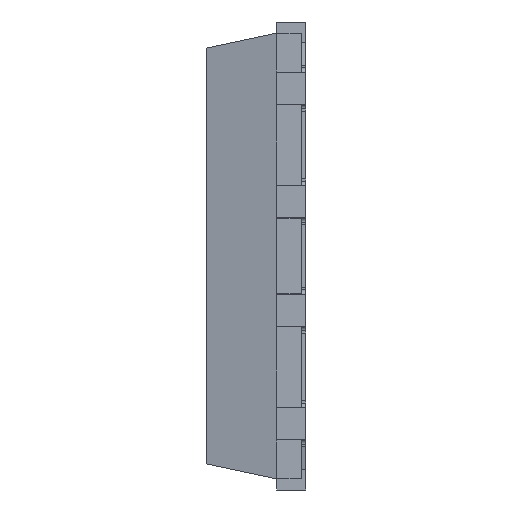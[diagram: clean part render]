
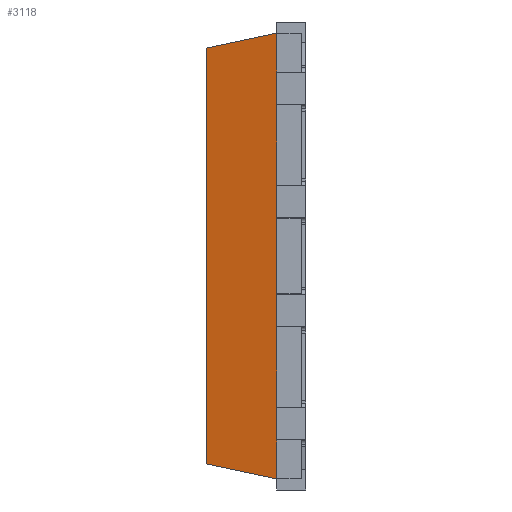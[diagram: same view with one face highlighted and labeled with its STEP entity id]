
A CAD part, left-side view. The second image highlights one B-rep face of the part: STEP entity #3118.
In plain terms, the highlighted planar face has unit normal (-0.978, 0.208, 0).
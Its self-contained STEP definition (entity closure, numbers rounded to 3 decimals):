
#123 = CARTESIAN_POINT ( 'NONE',  ( -2.827, 0.79, 2.332 ) ) ;
#186 = DIRECTION ( 'NONE',  ( -0.978, 0.208, 0. ) ) ;
#227 = EDGE_CURVE ( 'NONE', #835, #352, #3095, .T. ) ;
#234 = LINE ( 'NONE', #5159, #1607 ) ;
#259 = ORIENTED_EDGE ( 'NONE', *, *, #5287, .T. ) ;
#352 = VERTEX_POINT ( 'NONE', #3953 ) ;
#359 = EDGE_LOOP ( 'NONE', ( #698, #6480, #259, #5649, #2335, #441, #3639, #2849, #5801, #2606, #3867, #1181 ) ) ;
#441 = ORIENTED_EDGE ( 'NONE', *, *, #1156, .F. ) ;
#473 = LINE ( 'NONE', #2184, #3044 ) ;
#490 = CARTESIAN_POINT ( 'NONE',  ( -2.995, 0., 2.5 ) ) ;
#491 = VERTEX_POINT ( 'NONE', #1419 ) ;
#514 = DIRECTION ( 'NONE',  ( 0., 0., 1. ) ) ;
#559 = VERTEX_POINT ( 'NONE', #3003 ) ;
#618 = VERTEX_POINT ( 'NONE', #6478 ) ;
#666 = CARTESIAN_POINT ( 'NONE',  ( -2.995, 0., 2.5 ) ) ;
#698 = ORIENTED_EDGE ( 'NONE', *, *, #987, .T. ) ;
#717 = EDGE_CURVE ( 'NONE', #491, #4235, #6170, .T. ) ;
#753 = LINE ( 'NONE', #2510, #6028 ) ;
#780 = CARTESIAN_POINT ( 'NONE',  ( -2.995, 0., -0.426 ) ) ;
#835 = VERTEX_POINT ( 'NONE', #780 ) ;
#844 = VECTOR ( 'NONE', #4949, 1000. ) ;
#987 = EDGE_CURVE ( 'NONE', #618, #6168, #5056, .T. ) ;
#1011 = LINE ( 'NONE', #1872, #844 ) ;
#1156 = EDGE_CURVE ( 'NONE', #559, #3678, #473, .T. ) ;
#1181 = ORIENTED_EDGE ( 'NONE', *, *, #1605, .T. ) ;
#1210 = PLANE ( 'NONE',  #5784 ) ;
#1250 = CARTESIAN_POINT ( 'NONE',  ( -2.995, 0., -2.064 ) ) ;
#1263 = CARTESIAN_POINT ( 'NONE',  ( -2.827, 0.79, -2.332 ) ) ;
#1365 = VERTEX_POINT ( 'NONE', #123 ) ;
#1419 = CARTESIAN_POINT ( 'NONE',  ( -2.995, 0., 2.064 ) ) ;
#1512 = DIRECTION ( 'NONE',  ( 0., 0., 1. ) ) ;
#1537 = VERTEX_POINT ( 'NONE', #1263 ) ;
#1605 = EDGE_CURVE ( 'NONE', #1537, #618, #1011, .T. ) ;
#1607 = VECTOR ( 'NONE', #5660, 1000. ) ;
#1701 = EDGE_CURVE ( 'NONE', #491, #4863, #753, .T. ) ;
#1724 = VECTOR ( 'NONE', #2363, 1000. ) ;
#1740 = EDGE_CURVE ( 'NONE', #1537, #1365, #4680, .T. ) ;
#1872 = CARTESIAN_POINT ( 'NONE',  ( -2.788, 0.975, -2.293 ) ) ;
#1965 = DIRECTION ( 'NONE',  ( 0., 0., -1. ) ) ;
#1985 = CARTESIAN_POINT ( 'NONE',  ( -2.827, 0.79, 2.5 ) ) ;
#2063 = VECTOR ( 'NONE', #514, 1000. ) ;
#2184 = CARTESIAN_POINT ( 'NONE',  ( -2.995, 0., 2.5 ) ) ;
#2219 = FACE_OUTER_BOUND ( 'NONE', #359, .T. ) ;
#2223 = LINE ( 'NONE', #2577, #6123 ) ;
#2329 = VECTOR ( 'NONE', #3748, 1000. ) ;
#2335 = ORIENTED_EDGE ( 'NONE', *, *, #5322, .T. ) ;
#2363 = DIRECTION ( 'NONE',  ( 0., 0., -1. ) ) ;
#2395 = LINE ( 'NONE', #490, #2063 ) ;
#2510 = CARTESIAN_POINT ( 'NONE',  ( -2.995, 0., 2.5 ) ) ;
#2577 = CARTESIAN_POINT ( 'NONE',  ( -2.995, 0., 2.5 ) ) ;
#2606 = ORIENTED_EDGE ( 'NONE', *, *, #5201, .F. ) ;
#2849 = ORIENTED_EDGE ( 'NONE', *, *, #1701, .F. ) ;
#3003 = CARTESIAN_POINT ( 'NONE',  ( -2.995, 0., 0.794 ) ) ;
#3044 = VECTOR ( 'NONE', #4117, 1000. ) ;
#3095 = LINE ( 'NONE', #6206, #1724 ) ;
#3118 = ADVANCED_FACE ( 'NONE', ( #2219 ), #1210, .T. ) ;
#3275 = CARTESIAN_POINT ( 'NONE',  ( -2.995, 0., 2.5 ) ) ;
#3276 = CARTESIAN_POINT ( 'NONE',  ( -2.995, 0., 1.696 ) ) ;
#3458 = VECTOR ( 'NONE', #6027, 1000. ) ;
#3639 = ORIENTED_EDGE ( 'NONE', *, *, #5349, .T. ) ;
#3678 = VERTEX_POINT ( 'NONE', #4414 ) ;
#3711 = CARTESIAN_POINT ( 'NONE',  ( -2.995, 0., -1.696 ) ) ;
#3748 = DIRECTION ( 'NONE',  ( 0., 0., 1. ) ) ;
#3795 = CARTESIAN_POINT ( 'NONE',  ( -2.995, 0., 2.5 ) ) ;
#3804 = DIRECTION ( 'NONE',  ( -0.208, -0.978, 0. ) ) ;
#3867 = ORIENTED_EDGE ( 'NONE', *, *, #1740, .F. ) ;
#3916 = VERTEX_POINT ( 'NONE', #3711 ) ;
#3953 = CARTESIAN_POINT ( 'NONE',  ( -2.995, 0., -0.794 ) ) ;
#4117 = DIRECTION ( 'NONE',  ( 0., 0., -1. ) ) ;
#4235 = VERTEX_POINT ( 'NONE', #6063 ) ;
#4303 = DIRECTION ( 'NONE',  ( 0., 0., 1. ) ) ;
#4414 = CARTESIAN_POINT ( 'NONE',  ( -2.995, 0., 0.426 ) ) ;
#4555 = DIRECTION ( 'NONE',  ( 0., 0., 1. ) ) ;
#4599 = CARTESIAN_POINT ( 'NONE',  ( -2.995, 0., 2.5 ) ) ;
#4606 = CARTESIAN_POINT ( 'NONE',  ( -2.747, 1.168, 2.252 ) ) ;
#4680 = LINE ( 'NONE', #1985, #6193 ) ;
#4863 = VERTEX_POINT ( 'NONE', #3276 ) ;
#4949 = DIRECTION ( 'NONE',  ( -0.204, -0.958, -0.204 ) ) ;
#4952 = VECTOR ( 'NONE', #1512, 1000. ) ;
#5056 = LINE ( 'NONE', #666, #2329 ) ;
#5159 = CARTESIAN_POINT ( 'NONE',  ( -2.995, 0., 2.5 ) ) ;
#5201 = EDGE_CURVE ( 'NONE', #1365, #4235, #6159, .T. ) ;
#5287 = EDGE_CURVE ( 'NONE', #3916, #352, #6295, .T. ) ;
#5322 = EDGE_CURVE ( 'NONE', #835, #3678, #2223, .T. ) ;
#5349 = EDGE_CURVE ( 'NONE', #559, #4863, #2395, .T. ) ;
#5649 = ORIENTED_EDGE ( 'NONE', *, *, #227, .F. ) ;
#5660 = DIRECTION ( 'NONE',  ( 0., 0., -1. ) ) ;
#5784 = AXIS2_PLACEMENT_3D ( 'NONE', #3275, #186, #3804 ) ;
#5801 = ORIENTED_EDGE ( 'NONE', *, *, #717, .T. ) ;
#5977 = EDGE_CURVE ( 'NONE', #3916, #6168, #234, .T. ) ;
#6008 = VECTOR ( 'NONE', #4303, 1000. ) ;
#6027 = DIRECTION ( 'NONE',  ( -0.204, -0.958, 0.204 ) ) ;
#6028 = VECTOR ( 'NONE', #1965, 1000. ) ;
#6063 = CARTESIAN_POINT ( 'NONE',  ( -2.995, 0., 2.5 ) ) ;
#6110 = DIRECTION ( 'NONE',  ( 0., 0., 1. ) ) ;
#6123 = VECTOR ( 'NONE', #6110, 1000. ) ;
#6159 = LINE ( 'NONE', #4606, #3458 ) ;
#6168 = VERTEX_POINT ( 'NONE', #1250 ) ;
#6170 = LINE ( 'NONE', #3795, #6008 ) ;
#6193 = VECTOR ( 'NONE', #4555, 1000. ) ;
#6206 = CARTESIAN_POINT ( 'NONE',  ( -2.995, 0., 2.5 ) ) ;
#6295 = LINE ( 'NONE', #4599, #4952 ) ;
#6478 = CARTESIAN_POINT ( 'NONE',  ( -2.995, 0., -2.5 ) ) ;
#6480 = ORIENTED_EDGE ( 'NONE', *, *, #5977, .F. ) ;
